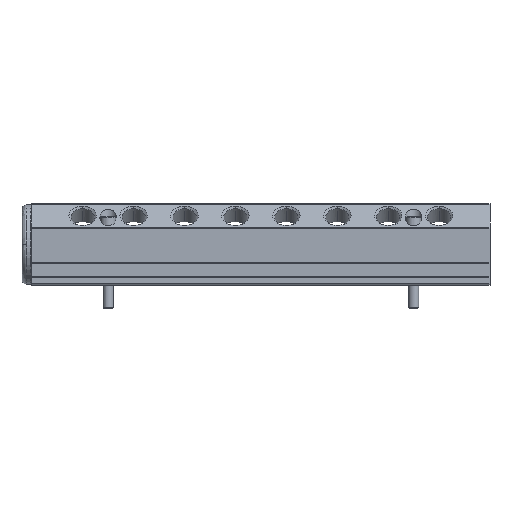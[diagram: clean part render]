
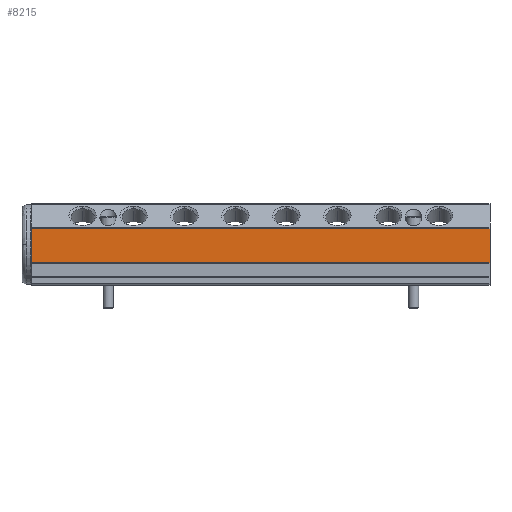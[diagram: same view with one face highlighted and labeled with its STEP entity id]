
A CAD part, front view. The second image highlights one B-rep face of the part: STEP entity #8215.
In plain terms, the highlighted planar face has unit normal (0, -1, 0).
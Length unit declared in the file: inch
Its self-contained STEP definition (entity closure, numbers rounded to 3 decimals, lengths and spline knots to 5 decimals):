
#970 = LINE ( 'NONE', #1018, #2329 ) ;
#1006 = ORIENTED_EDGE ( 'NONE', *, *, #1289, .F. ) ;
#1018 = CARTESIAN_POINT ( 'NONE',  ( -3.125, -0.99983, 0.39343 ) ) ;
#1289 = EDGE_CURVE ( 'NONE', #5975, #7287, #1792, .T. ) ;
#1355 = CARTESIAN_POINT ( 'NONE',  ( -11.25, -0.99983, 0.39343 ) ) ;
#1387 = PLANE ( 'NONE',  #5476 ) ;
#1622 = CARTESIAN_POINT ( 'NONE',  ( 0., -0.99983, -0.43992 ) ) ;
#1792 = LINE ( 'NONE', #8019, #2009 ) ;
#2009 = VECTOR ( 'NONE', #3274, 39.37008 ) ;
#2070 = LINE ( 'NONE', #8957, #6649 ) ;
#2329 = VECTOR ( 'NONE', #6647, 39.37008 ) ;
#2705 = DIRECTION ( 'NONE',  ( 1., 0., 0. ) ) ;
#2994 = DIRECTION ( 'NONE',  ( 0., 0., -1. ) ) ;
#3274 = DIRECTION ( 'NONE',  ( 0., 0., -1. ) ) ;
#3299 = EDGE_LOOP ( 'NONE', ( #7999, #8689, #1006, #5366 ) ) ;
#3300 = EDGE_CURVE ( 'NONE', #5975, #6199, #970, .T. ) ;
#4826 = CARTESIAN_POINT ( 'NONE',  ( 0., -0.99983, 0.39343 ) ) ;
#5287 = VERTEX_POINT ( 'NONE', #8892 ) ;
#5366 = ORIENTED_EDGE ( 'NONE', *, *, #3300, .T. ) ;
#5449 = EDGE_CURVE ( 'NONE', #5287, #7287, #7582, .T. ) ;
#5476 = AXIS2_PLACEMENT_3D ( 'NONE', #5544, #5501, #2994 ) ;
#5501 = DIRECTION ( 'NONE',  ( 0., -1., 0. ) ) ;
#5544 = CARTESIAN_POINT ( 'NONE',  ( -3.125, -0.99983, 0.39343 ) ) ;
#5975 = VERTEX_POINT ( 'NONE', #4826 ) ;
#6199 = VERTEX_POINT ( 'NONE', #1355 ) ;
#6647 = DIRECTION ( 'NONE',  ( -1., 0., 0. ) ) ;
#6649 = VECTOR ( 'NONE', #7600, 39.37008 ) ;
#7183 = FACE_OUTER_BOUND ( 'NONE', #3299, .T. ) ;
#7287 = VERTEX_POINT ( 'NONE', #1622 ) ;
#7582 = LINE ( 'NONE', #9033, #8408 ) ;
#7600 = DIRECTION ( 'NONE',  ( 0., 0., 1. ) ) ;
#7999 = ORIENTED_EDGE ( 'NONE', *, *, #8487, .F. ) ;
#8019 = CARTESIAN_POINT ( 'NONE',  ( 0., -0.99983, -0.40147 ) ) ;
#8215 = ADVANCED_FACE ( 'NONE', ( #7183 ), #1387, .T. ) ;
#8408 = VECTOR ( 'NONE', #2705, 39.37008 ) ;
#8487 = EDGE_CURVE ( 'NONE', #5287, #6199, #2070, .T. ) ;
#8689 = ORIENTED_EDGE ( 'NONE', *, *, #5449, .T. ) ;
#8892 = CARTESIAN_POINT ( 'NONE',  ( -11.25, -0.99983, -0.43992 ) ) ;
#8957 = CARTESIAN_POINT ( 'NONE',  ( -11.25, -0.99983, -0.44992 ) ) ;
#9033 = CARTESIAN_POINT ( 'NONE',  ( -3.125, -0.99983, -0.43992 ) ) ;
